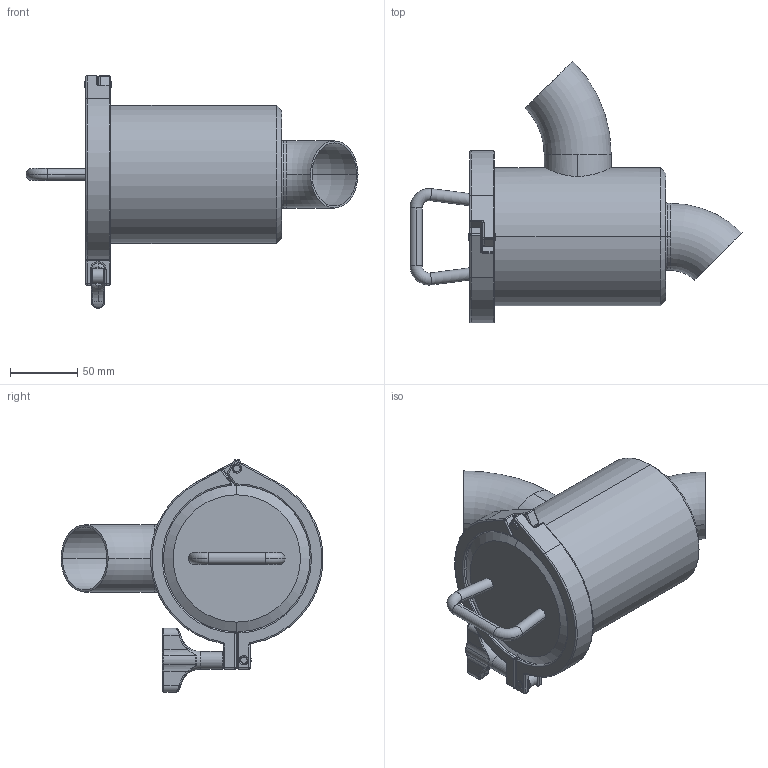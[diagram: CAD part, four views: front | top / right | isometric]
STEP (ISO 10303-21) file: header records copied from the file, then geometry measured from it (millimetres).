
FILE_DESCRIPTION (( 'STEP AP203' ), '1' );
FILE_NAME ('3D_M-7023_DN50_174771035.STEP', '2024-09-17T14:45:10', ( '' ), ( '' ), 'SwSTEP 2.0', 'SolidWorks 2024', '' );
FILE_SCHEMA (( 'CONFIG_CONTROL_DESIGN' ));
Length unit declared in the file: millimetre
Products named in the file (1): 3D_M-7023_DN50_174771035
Bounding box: 247.64 x 195.32 x 173.5 mm (x, y, z)
Volume: 610755.1 mm3; surface area: 298715 mm2
Topology: 10 solids, 10 shells, 534 faces, 1173 edges, 688 vertices
Faces by surface type: cylinder 261, plane 109, torus 76, sphere 36, bspline 34, cone 18
Entity records: 16403 total; most frequent: CARTESIAN_POINT 4559, DIRECTION 2721, ORIENTED_EDGE 2274, AXIS2_PLACEMENT_3D 1183, EDGE_CURVE 1137, VERTEX_POINT 682, CIRCLE 682, EDGE_LOOP 615
